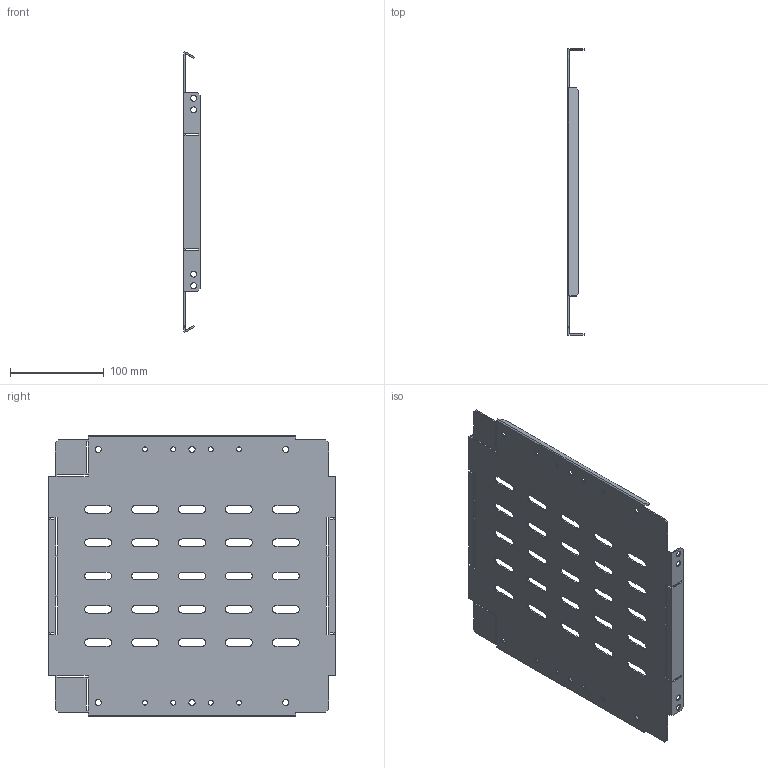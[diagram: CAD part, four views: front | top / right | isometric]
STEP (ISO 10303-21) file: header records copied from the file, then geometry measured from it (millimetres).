
FILE_DESCRIPTION (( 'STEP AP203' ), '1' );
FILE_NAME ('FO-00-SWV-030-040 FORMAT Ïåðåãîðîäêà ñåêöèîíèðîâàíèÿ âåðòèêàëüíàÿ 300õ400 IEK.STEP', '2024-07-04T11:08:07', ( '' ), ( '' ), 'SwSTEP 2.0', 'SolidWorks 2022', '' );
FILE_SCHEMA (( 'CONFIG_CONTROL_DESIGN' ));
Length unit declared in the file: millimetre
Products named in the file (1): FO-00-SWV-030-040 FORMAT Перегородка секционирования вертикальная 300х400 IEK
Bounding box: 17.5 x 305.5 x 298.93 mm (x, y, z)
Volume: 140771 mm3; surface area: 194224.8 mm2
Topology: 1 solids, 1 shells, 272 faces, 834 edges, 556 vertices
Faces by surface type: plane 178, cylinder 94
Entity records: 9627 total; most frequent: ORIENTED_EDGE 1668, CARTESIAN_POINT 1663, DIRECTION 1568, EDGE_CURVE 834, VECTOR 646, LINE 646, VERTEX_POINT 556, AXIS2_PLACEMENT_3D 461
